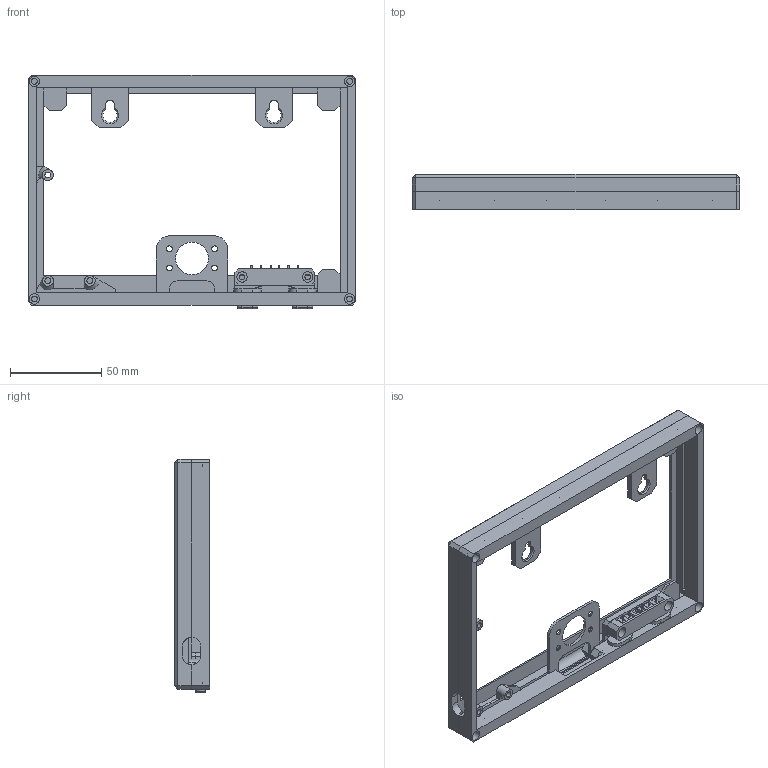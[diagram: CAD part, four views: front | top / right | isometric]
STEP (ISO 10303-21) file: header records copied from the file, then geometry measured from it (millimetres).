
FILE_DESCRIPTION(/* description */ ('','CAx-IF Rec.Pracs.---Representation and Presentation of Product Manufacturing Information (PMI)---4.0---2014-10-13'),/* implementation_level */ '2;1');
FILE_NAME(/* name */ 'panel.step',/* time_stamp */ '2025-03-24T19:28:53+01:00',/* author */ (''),/* organization */ (''),/* preprocessor_version */ 'ST-DEVELOPER v20',/* originating_system */ 'Autodesk Translation Framework v13.20.0.188',/* authorisation */ '');
FILE_SCHEMA (('AP242_MANAGED_MODEL_BASED_3D_ENGINEERING_MIM_LF { 1 0 10303 442 1 1 4 }'));
Length unit declared in the file: millimetre
Products named in the file (2): ePaper Rahmen 2.0; Taster
Assembly tree (2 placements, depth 2):
  ePaper Rahmen 2.0
    Taster  x2
Bounding box: 180 x 19.5 x 128.4 mm (x, y, z)
Volume: 76264.2 mm3; surface area: 59031.3 mm2
Topology: 26 solids, 26 shells, 507 faces, 1200 edges, 792 vertices
Faces by surface type: plane 384, cylinder 112, cone 7, torus 4
Full cylindrical faces by diameter (mm): 2 x12, 3.1 x7, 3.2 x18, 4.1 x16, 5.7 x6, 6 x15, 18 x1
Entity records: 12871 total; most frequent: CARTESIAN_POINT 2223, DIRECTION 2165, ORIENTED_EDGE 2094, EDGE_CURVE 1047, LINE 795, VECTOR 795, VERTEX_POINT 690, AXIS2_PLACEMENT_3D 685
